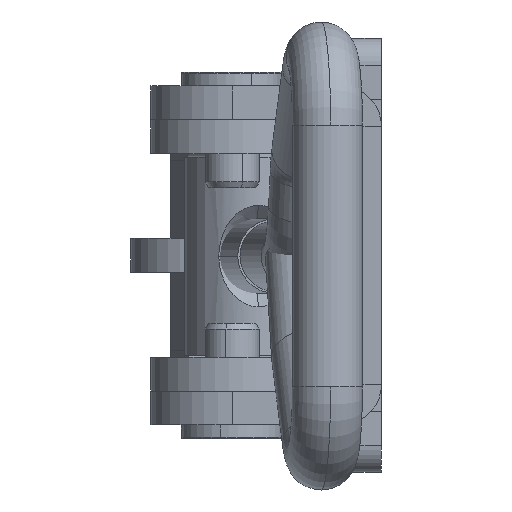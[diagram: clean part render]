
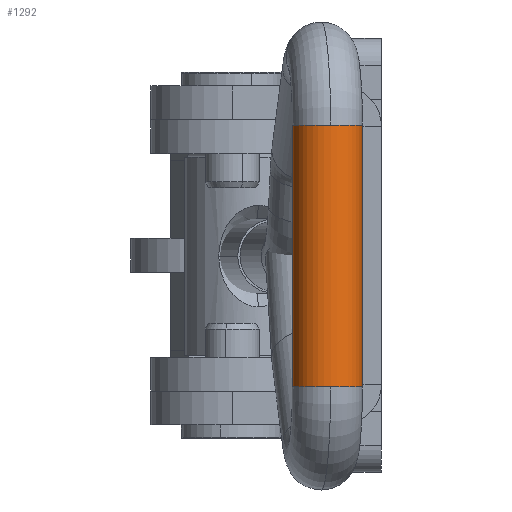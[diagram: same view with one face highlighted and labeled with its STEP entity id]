
A CAD part, left-side view. The second image highlights one B-rep face of the part: STEP entity #1292.
In plain terms, the highlighted cylindrical face has radius 2.59 mm (diameter 5.18 mm), a partial arc.
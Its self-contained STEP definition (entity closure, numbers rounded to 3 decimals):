
#5 = ORIENTED_EDGE ( 'NONE', *, *, #1327, .T. ) ;
#57 = VERTEX_POINT ( 'NONE', #1914 ) ;
#142 = ORIENTED_EDGE ( 'NONE', *, *, #1651, .F. ) ;
#310 = AXIS2_PLACEMENT_3D ( 'NONE', #2541, #2476, #2469 ) ;
#349 = AXIS2_PLACEMENT_3D ( 'NONE', #2829, #2827, #2825 ) ;
#365 = ORIENTED_EDGE ( 'NONE', *, *, #2242, .F. ) ;
#461 = VECTOR ( 'NONE', #1376, 1000. ) ;
#790 = CARTESIAN_POINT ( 'NONE',  ( 9.65, 77.41, 2.59 ) ) ;
#891 = VECTOR ( 'NONE', #3223, 1000. ) ;
#1032 = CYLINDRICAL_SURFACE ( 'NONE', #310, 2.59 ) ;
#1053 = EDGE_LOOP ( 'NONE', ( #5, #3805, #4138, #142, #4197, #365 ) ) ;
#1067 = VERTEX_POINT ( 'NONE', #2939 ) ;
#1148 = EDGE_CURVE ( 'NONE', #3027, #57, #2522, .T. ) ;
#1292 = ADVANCED_FACE ( 'NONE', ( #4087 ), #1032, .T. ) ;
#1327 = EDGE_CURVE ( 'NONE', #2687, #3027, #3971, .T. ) ;
#1361 = AXIS2_PLACEMENT_3D ( 'NONE', #2950, #2941, #2934 ) ;
#1376 = DIRECTION ( 'NONE',  ( -1., 0., 0. ) ) ;
#1490 = CARTESIAN_POINT ( 'NONE',  ( 9.65, 77.41, 2.59 ) ) ;
#1651 = EDGE_CURVE ( 'NONE', #1067, #3572, #2283, .T. ) ;
#1900 = LINE ( 'NONE', #3209, #891 ) ;
#1914 = CARTESIAN_POINT ( 'NONE',  ( 9.65, 77.41, -2.59 ) ) ;
#2028 = CARTESIAN_POINT ( 'NONE',  ( -9.65, 77.41, -2.59 ) ) ;
#2125 = EDGE_CURVE ( 'NONE', #57, #3572, #1900, .T. ) ;
#2180 = DIRECTION ( 'NONE',  ( 0., 0., 1. ) ) ;
#2242 = EDGE_CURVE ( 'NONE', #2687, #4523, #4360, .T. ) ;
#2283 = CIRCLE ( 'NONE', #2914, 2.59 ) ;
#2291 = DIRECTION ( 'NONE',  ( 0., 0., 1. ) ) ;
#2309 = DIRECTION ( 'NONE',  ( -1., 0., 0. ) ) ;
#2310 = CARTESIAN_POINT ( 'NONE',  ( 9.65, 77.41, 0. ) ) ;
#2469 = DIRECTION ( 'NONE',  ( 0., 0., 1. ) ) ;
#2476 = DIRECTION ( 'NONE',  ( -1., 0., 0. ) ) ;
#2506 = CARTESIAN_POINT ( 'NONE',  ( -9.65, 77.41, 2.59 ) ) ;
#2522 = CIRCLE ( 'NONE', #349, 2.59 ) ;
#2541 = CARTESIAN_POINT ( 'NONE',  ( 9.65, 77.41, 0. ) ) ;
#2655 = CARTESIAN_POINT ( 'NONE',  ( -9.65, 77.41, 0. ) ) ;
#2687 = VERTEX_POINT ( 'NONE', #790 ) ;
#2825 = DIRECTION ( 'NONE',  ( 0., 0., 1. ) ) ;
#2827 = DIRECTION ( 'NONE',  ( -1., 0., 0. ) ) ;
#2829 = CARTESIAN_POINT ( 'NONE',  ( 9.65, 77.41, 0. ) ) ;
#2914 = AXIS2_PLACEMENT_3D ( 'NONE', #2655, #3924, #2180 ) ;
#2934 = DIRECTION ( 'NONE',  ( 0., 0., 1. ) ) ;
#2939 = CARTESIAN_POINT ( 'NONE',  ( -9.65, 80., 0. ) ) ;
#2941 = DIRECTION ( 'NONE',  ( -1., 0., 0. ) ) ;
#2950 = CARTESIAN_POINT ( 'NONE',  ( -9.65, 77.41, 0. ) ) ;
#3016 = AXIS2_PLACEMENT_3D ( 'NONE', #2310, #2309, #2291 ) ;
#3027 = VERTEX_POINT ( 'NONE', #4592 ) ;
#3209 = CARTESIAN_POINT ( 'NONE',  ( 9.65, 77.41, -2.59 ) ) ;
#3223 = DIRECTION ( 'NONE',  ( -1., 0., 0. ) ) ;
#3572 = VERTEX_POINT ( 'NONE', #2028 ) ;
#3805 = ORIENTED_EDGE ( 'NONE', *, *, #1148, .T. ) ;
#3924 = DIRECTION ( 'NONE',  ( -1., 0., 0. ) ) ;
#3971 = CIRCLE ( 'NONE', #3016, 2.59 ) ;
#4087 = FACE_OUTER_BOUND ( 'NONE', #1053, .T. ) ;
#4138 = ORIENTED_EDGE ( 'NONE', *, *, #2125, .T. ) ;
#4197 = ORIENTED_EDGE ( 'NONE', *, *, #4373, .F. ) ;
#4360 = LINE ( 'NONE', #1490, #461 ) ;
#4373 = EDGE_CURVE ( 'NONE', #4523, #1067, #4436, .T. ) ;
#4436 = CIRCLE ( 'NONE', #1361, 2.59 ) ;
#4523 = VERTEX_POINT ( 'NONE', #2506 ) ;
#4592 = CARTESIAN_POINT ( 'NONE',  ( 9.65, 80., 0. ) ) ;
